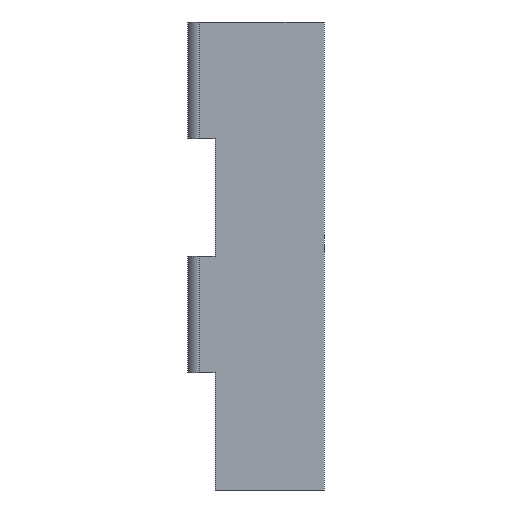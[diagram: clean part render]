
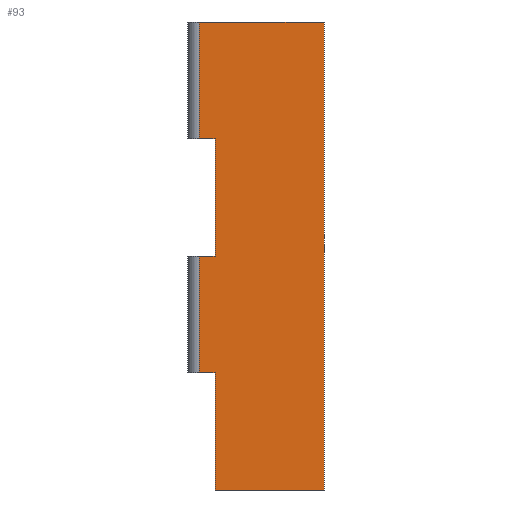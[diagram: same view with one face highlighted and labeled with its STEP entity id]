
A CAD part, front view. The second image highlights one B-rep face of the part: STEP entity #93.
In plain terms, the highlighted planar face has unit normal (0, -1, 0).
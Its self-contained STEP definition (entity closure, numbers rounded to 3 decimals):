
#7 = LINE ( 'NONE', #195, #434 ) ;
#11 = DIRECTION ( 'NONE',  ( 1., 0., 0. ) ) ;
#17 = EDGE_CURVE ( 'NONE', #445, #158, #399, .T. ) ;
#21 = DIRECTION ( 'NONE',  ( 0., 0., 1. ) ) ;
#23 = ORIENTED_EDGE ( 'NONE', *, *, #529, .F. ) ;
#24 = LINE ( 'NONE', #537, #513 ) ;
#26 = DIRECTION ( 'NONE',  ( 0., 0., 1. ) ) ;
#53 = DIRECTION ( 'NONE',  ( -1., 0., 0. ) ) ;
#67 = VECTOR ( 'NONE', #257, 1000. ) ;
#68 = CARTESIAN_POINT ( 'NONE',  ( 0., 0., 60. ) ) ;
#74 = EDGE_CURVE ( 'NONE', #388, #489, #7, .T. ) ;
#77 = FACE_OUTER_BOUND ( 'NONE', #483, .T. ) ;
#93 = ADVANCED_FACE ( 'NONE', ( #77 ), #125, .F. ) ;
#102 = CARTESIAN_POINT ( 'NONE',  ( 0., 0., 0. ) ) ;
#106 = LINE ( 'NONE', #538, #171 ) ;
#125 = PLANE ( 'NONE',  #462 ) ;
#146 = EDGE_CURVE ( 'NONE', #511, #149, #106, .T. ) ;
#149 = VERTEX_POINT ( 'NONE', #343 ) ;
#158 = VERTEX_POINT ( 'NONE', #315 ) ;
#171 = VECTOR ( 'NONE', #215, 1000. ) ;
#185 = CARTESIAN_POINT ( 'NONE',  ( 16., 0., 0. ) ) ;
#189 = CARTESIAN_POINT ( 'NONE',  ( 2., 0., 0. ) ) ;
#195 = CARTESIAN_POINT ( 'NONE',  ( 2., 0., 60. ) ) ;
#201 = VECTOR ( 'NONE', #11, 1000. ) ;
#202 = DIRECTION ( 'NONE',  ( 0., 1., 0. ) ) ;
#207 = CARTESIAN_POINT ( 'NONE',  ( 0., 0., 60. ) ) ;
#209 = EDGE_CURVE ( 'NONE', #511, #285, #363, .T. ) ;
#215 = DIRECTION ( 'NONE',  ( 1., 0., 0. ) ) ;
#221 = VERTEX_POINT ( 'NONE', #317 ) ;
#234 = DIRECTION ( 'NONE',  ( 0., 0., -1. ) ) ;
#240 = EDGE_CURVE ( 'NONE', #149, #464, #24, .T. ) ;
#249 = VECTOR ( 'NONE', #362, 1000. ) ;
#257 = DIRECTION ( 'NONE',  ( 0., 0., 1. ) ) ;
#285 = VERTEX_POINT ( 'NONE', #460 ) ;
#308 = VERTEX_POINT ( 'NONE', #466 ) ;
#313 = CARTESIAN_POINT ( 'NONE',  ( 0., 0., 15. ) ) ;
#315 = CARTESIAN_POINT ( 'NONE',  ( 2., 0., 15. ) ) ;
#317 = CARTESIAN_POINT ( 'NONE',  ( 0., 0., 30. ) ) ;
#320 = LINE ( 'NONE', #313, #498 ) ;
#323 = ORIENTED_EDGE ( 'NONE', *, *, #240, .F. ) ;
#332 = CARTESIAN_POINT ( 'NONE',  ( 0., 0., 45. ) ) ;
#334 = VECTOR ( 'NONE', #403, 1000. ) ;
#343 = CARTESIAN_POINT ( 'NONE',  ( 16., 0., 60. ) ) ;
#353 = LINE ( 'NONE', #68, #517 ) ;
#358 = CARTESIAN_POINT ( 'NONE',  ( 0., 0., 60. ) ) ;
#362 = DIRECTION ( 'NONE',  ( 0., 0., -1. ) ) ;
#363 = LINE ( 'NONE', #207, #249 ) ;
#365 = VECTOR ( 'NONE', #53, 1000. ) ;
#370 = ORIENTED_EDGE ( 'NONE', *, *, #209, .T. ) ;
#375 = EDGE_CURVE ( 'NONE', #445, #464, #527, .T. ) ;
#388 = VERTEX_POINT ( 'NONE', #468 ) ;
#399 = LINE ( 'NONE', #428, #67 ) ;
#403 = DIRECTION ( 'NONE',  ( 1., 0., 0. ) ) ;
#409 = DIRECTION ( 'NONE',  ( 0., 0., -1. ) ) ;
#411 = EDGE_CURVE ( 'NONE', #489, #285, #501, .T. ) ;
#422 = ORIENTED_EDGE ( 'NONE', *, *, #375, .T. ) ;
#428 = CARTESIAN_POINT ( 'NONE',  ( 2., 0., 60. ) ) ;
#432 = ORIENTED_EDGE ( 'NONE', *, *, #542, .T. ) ;
#434 = VECTOR ( 'NONE', #26, 1000. ) ;
#440 = DIRECTION ( 'NONE',  ( -1., 0., 0. ) ) ;
#445 = VERTEX_POINT ( 'NONE', #189 ) ;
#460 = CARTESIAN_POINT ( 'NONE',  ( 0., 0., 45. ) ) ;
#461 = LINE ( 'NONE', #476, #334 ) ;
#462 = AXIS2_PLACEMENT_3D ( 'NONE', #358, #202, #21 ) ;
#464 = VERTEX_POINT ( 'NONE', #185 ) ;
#465 = ORIENTED_EDGE ( 'NONE', *, *, #17, .F. ) ;
#466 = CARTESIAN_POINT ( 'NONE',  ( 0., 0., 15. ) ) ;
#468 = CARTESIAN_POINT ( 'NONE',  ( 2., 0., 30. ) ) ;
#469 = CARTESIAN_POINT ( 'NONE',  ( 2., 0., 45. ) ) ;
#476 = CARTESIAN_POINT ( 'NONE',  ( 0., 0., 30. ) ) ;
#483 = EDGE_LOOP ( 'NONE', ( #465, #422, #323, #523, #370, #534, #518, #23, #432, #496 ) ) ;
#489 = VERTEX_POINT ( 'NONE', #469 ) ;
#496 = ORIENTED_EDGE ( 'NONE', *, *, #543, .F. ) ;
#498 = VECTOR ( 'NONE', #440, 1000. ) ;
#501 = LINE ( 'NONE', #332, #365 ) ;
#511 = VERTEX_POINT ( 'NONE', #524 ) ;
#513 = VECTOR ( 'NONE', #409, 1000. ) ;
#517 = VECTOR ( 'NONE', #234, 1000. ) ;
#518 = ORIENTED_EDGE ( 'NONE', *, *, #74, .F. ) ;
#523 = ORIENTED_EDGE ( 'NONE', *, *, #146, .F. ) ;
#524 = CARTESIAN_POINT ( 'NONE',  ( 0., 0., 60. ) ) ;
#527 = LINE ( 'NONE', #102, #201 ) ;
#529 = EDGE_CURVE ( 'NONE', #221, #388, #461, .T. ) ;
#534 = ORIENTED_EDGE ( 'NONE', *, *, #411, .F. ) ;
#537 = CARTESIAN_POINT ( 'NONE',  ( 16., 0., 60. ) ) ;
#538 = CARTESIAN_POINT ( 'NONE',  ( 0., 0., 60. ) ) ;
#542 = EDGE_CURVE ( 'NONE', #221, #308, #353, .T. ) ;
#543 = EDGE_CURVE ( 'NONE', #158, #308, #320, .T. ) ;
